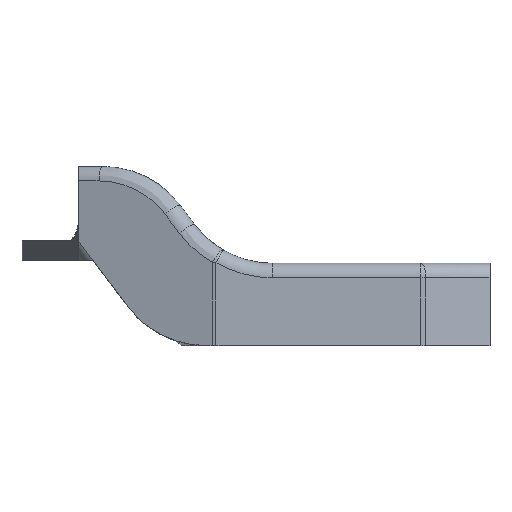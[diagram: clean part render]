
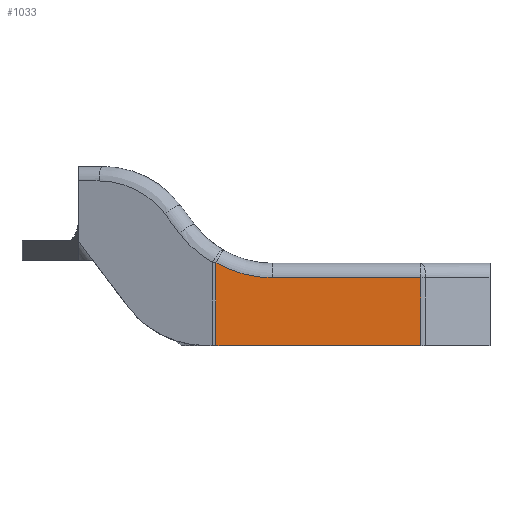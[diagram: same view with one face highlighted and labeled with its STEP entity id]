
A CAD part, left-side view. The second image highlights one B-rep face of the part: STEP entity #1033.
In plain terms, the highlighted planar face has unit normal (-1, 0, 0).
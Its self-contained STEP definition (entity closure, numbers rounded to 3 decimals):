
#44 = VECTOR ( 'NONE', #7444, 1000. ) ;
#405 = EDGE_LOOP ( 'NONE', ( #2054, #5769, #9066, #846, #2637 ) ) ;
#660 = CARTESIAN_POINT ( 'NONE',  ( -20., 14.29, 0. ) ) ;
#846 = ORIENTED_EDGE ( 'NONE', *, *, #7942, .T. ) ;
#1033 = ADVANCED_FACE ( 'NONE', ( #8100 ), #3648, .T. ) ;
#1184 = VERTEX_POINT ( 'NONE', #4466 ) ;
#1394 = VERTEX_POINT ( 'NONE', #660 ) ;
#1488 = LINE ( 'NONE', #6674, #9409 ) ;
#1524 = LINE ( 'NONE', #5775, #44 ) ;
#2054 = ORIENTED_EDGE ( 'NONE', *, *, #6141, .T. ) ;
#2144 = LINE ( 'NONE', #7107, #5615 ) ;
#2405 = EDGE_CURVE ( 'NONE', #2712, #6710, #1488, .T. ) ;
#2637 = ORIENTED_EDGE ( 'NONE', *, *, #2405, .T. ) ;
#2712 = VERTEX_POINT ( 'NONE', #6171 ) ;
#2850 = LINE ( 'NONE', #6611, #4695 ) ;
#3648 = PLANE ( 'NONE',  #9533 ) ;
#4003 = CIRCLE ( 'NONE', #6356, 23. ) ;
#4217 = DIRECTION ( 'NONE',  ( 0., 0., 1. ) ) ;
#4419 = DIRECTION ( 'NONE',  ( 0., 1., 0. ) ) ;
#4466 = CARTESIAN_POINT ( 'NONE',  ( -20., 56.615, 0. ) ) ;
#4695 = VECTOR ( 'NONE', #4419, 1000. ) ;
#5056 = CARTESIAN_POINT ( 'NONE',  ( -20., 0., 17. ) ) ;
#5062 = CARTESIAN_POINT ( 'NONE',  ( -20., 56.615, 17.148 ) ) ;
#5615 = VECTOR ( 'NONE', #4217, 1000. ) ;
#5769 = ORIENTED_EDGE ( 'NONE', *, *, #7213, .T. ) ;
#5775 = CARTESIAN_POINT ( 'NONE',  ( -20., 56.615, 17. ) ) ;
#5945 = DIRECTION ( 'NONE',  ( -1., 0., 0. ) ) ;
#6141 = EDGE_CURVE ( 'NONE', #6710, #6200, #4003, .T. ) ;
#6171 = CARTESIAN_POINT ( 'NONE',  ( -20., 14.29, 14. ) ) ;
#6200 = VERTEX_POINT ( 'NONE', #5062 ) ;
#6356 = AXIS2_PLACEMENT_3D ( 'NONE', #9530, #9386, #8653 ) ;
#6611 = CARTESIAN_POINT ( 'NONE',  ( -20., 0., 0. ) ) ;
#6630 = DIRECTION ( 'NONE',  ( 0., -1., 0. ) ) ;
#6674 = CARTESIAN_POINT ( 'NONE',  ( -20., 0., 14. ) ) ;
#6710 = VERTEX_POINT ( 'NONE', #7794 ) ;
#7107 = CARTESIAN_POINT ( 'NONE',  ( -20., 14.29, 17. ) ) ;
#7154 = EDGE_CURVE ( 'NONE', #1394, #1184, #2850, .T. ) ;
#7213 = EDGE_CURVE ( 'NONE', #6200, #1184, #1524, .T. ) ;
#7444 = DIRECTION ( 'NONE',  ( 0., 0., -1. ) ) ;
#7559 = DIRECTION ( 'NONE',  ( 0., 1., 0. ) ) ;
#7794 = CARTESIAN_POINT ( 'NONE',  ( -20., 45., 14. ) ) ;
#7942 = EDGE_CURVE ( 'NONE', #1394, #2712, #2144, .T. ) ;
#8100 = FACE_OUTER_BOUND ( 'NONE', #405, .T. ) ;
#8653 = DIRECTION ( 'NONE',  ( 0., -1., 0. ) ) ;
#9066 = ORIENTED_EDGE ( 'NONE', *, *, #7154, .F. ) ;
#9386 = DIRECTION ( 'NONE',  ( 1., 0., 0. ) ) ;
#9409 = VECTOR ( 'NONE', #7559, 1000. ) ;
#9530 = CARTESIAN_POINT ( 'NONE',  ( -20., 45., 37. ) ) ;
#9533 = AXIS2_PLACEMENT_3D ( 'NONE', #5056, #5945, #6630 ) ;
